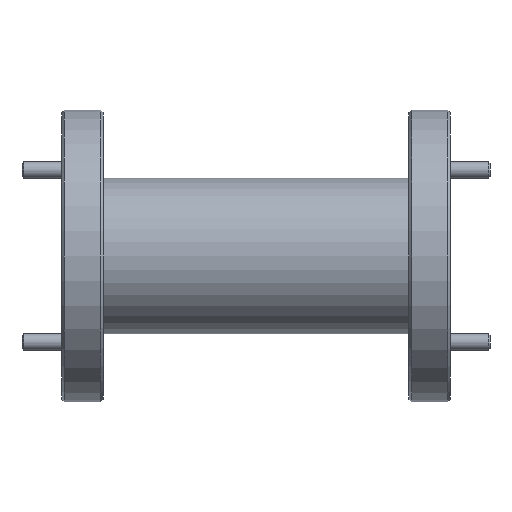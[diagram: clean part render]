
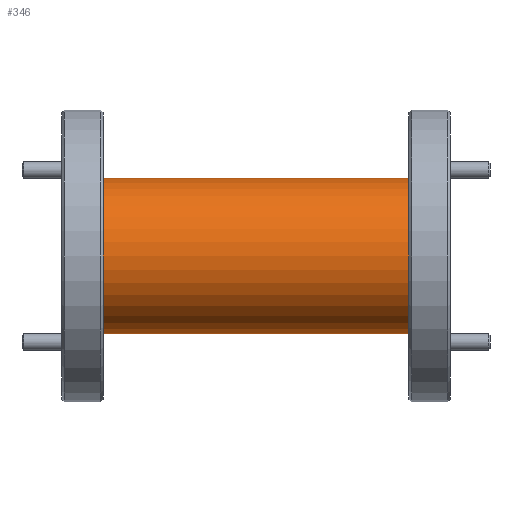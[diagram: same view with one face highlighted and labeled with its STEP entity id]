
A CAD part, front view. The second image highlights one B-rep face of the part: STEP entity #346.
In plain terms, the highlighted cylindrical face has radius 7.62 mm (diameter 15.24 mm), a partial arc.
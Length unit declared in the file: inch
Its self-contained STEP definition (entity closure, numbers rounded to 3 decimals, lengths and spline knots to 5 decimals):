
#13 = VECTOR ( 'NONE', #3802, 39.37008 ) ;
#107 = CARTESIAN_POINT ( 'NONE',  ( -2.07007, 0.30842, 0.48705 ) ) ;
#140 = DIRECTION ( 'NONE',  ( -1., 0., 0. ) ) ;
#155 = CARTESIAN_POINT ( 'NONE',  ( -0.73007, 0.30842, 0.18705 ) ) ;
#207 = CARTESIAN_POINT ( 'NONE',  ( -2.07007, 0.30842, 0.78705 ) ) ;
#346 = ADVANCED_FACE ( 'NONE', ( #3201 ), #2086, .T. ) ;
#484 = AXIS2_PLACEMENT_3D ( 'NONE', #2172, #2854, #2504 ) ;
#808 = ORIENTED_EDGE ( 'NONE', *, *, #2000, .T. ) ;
#874 = DIRECTION ( 'NONE',  ( -1., 0., 0. ) ) ;
#947 = VERTEX_POINT ( 'NONE', #3082 ) ;
#986 = CARTESIAN_POINT ( 'NONE',  ( -0.73007, 0.30842, 0.78705 ) ) ;
#1043 = EDGE_CURVE ( 'NONE', #4280, #2255, #2924, .T. ) ;
#1152 = CARTESIAN_POINT ( 'NONE',  ( -1.91007, 0.30842, 0.48705 ) ) ;
#1355 = CARTESIAN_POINT ( 'NONE',  ( -2.07007, 0.30842, 0.18705 ) ) ;
#1517 = DIRECTION ( 'NONE',  ( 0., 0., 1. ) ) ;
#1535 = AXIS2_PLACEMENT_3D ( 'NONE', #107, #4185, #1517 ) ;
#1718 = AXIS2_PLACEMENT_3D ( 'NONE', #1152, #874, #4293 ) ;
#1781 = EDGE_LOOP ( 'NONE', ( #2681, #808, #3849, #2232 ) ) ;
#1855 = CIRCLE ( 'NONE', #1718, 0.3 ) ;
#2000 = EDGE_CURVE ( 'NONE', #3076, #4280, #2496, .T. ) ;
#2086 = CYLINDRICAL_SURFACE ( 'NONE', #1535, 0.3 ) ;
#2110 = EDGE_CURVE ( 'NONE', #3076, #947, #4456, .T. ) ;
#2172 = CARTESIAN_POINT ( 'NONE',  ( -0.73007, 0.30842, 0.48705 ) ) ;
#2232 = ORIENTED_EDGE ( 'NONE', *, *, #3653, .F. ) ;
#2255 = VERTEX_POINT ( 'NONE', #4205 ) ;
#2496 = CIRCLE ( 'NONE', #484, 0.3 ) ;
#2504 = DIRECTION ( 'NONE',  ( 0., 0., 1. ) ) ;
#2681 = ORIENTED_EDGE ( 'NONE', *, *, #2110, .F. ) ;
#2854 = DIRECTION ( 'NONE',  ( -1., 0., 0. ) ) ;
#2924 = LINE ( 'NONE', #207, #3468 ) ;
#3076 = VERTEX_POINT ( 'NONE', #155 ) ;
#3082 = CARTESIAN_POINT ( 'NONE',  ( -1.91007, 0.30842, 0.18705 ) ) ;
#3201 = FACE_OUTER_BOUND ( 'NONE', #1781, .T. ) ;
#3468 = VECTOR ( 'NONE', #140, 39.37008 ) ;
#3653 = EDGE_CURVE ( 'NONE', #947, #2255, #1855, .T. ) ;
#3802 = DIRECTION ( 'NONE',  ( -1., 0., 0. ) ) ;
#3849 = ORIENTED_EDGE ( 'NONE', *, *, #1043, .T. ) ;
#4185 = DIRECTION ( 'NONE',  ( -1., 0., 0. ) ) ;
#4205 = CARTESIAN_POINT ( 'NONE',  ( -1.91007, 0.30842, 0.78705 ) ) ;
#4280 = VERTEX_POINT ( 'NONE', #986 ) ;
#4293 = DIRECTION ( 'NONE',  ( 0., 0., 1. ) ) ;
#4456 = LINE ( 'NONE', #1355, #13 ) ;
